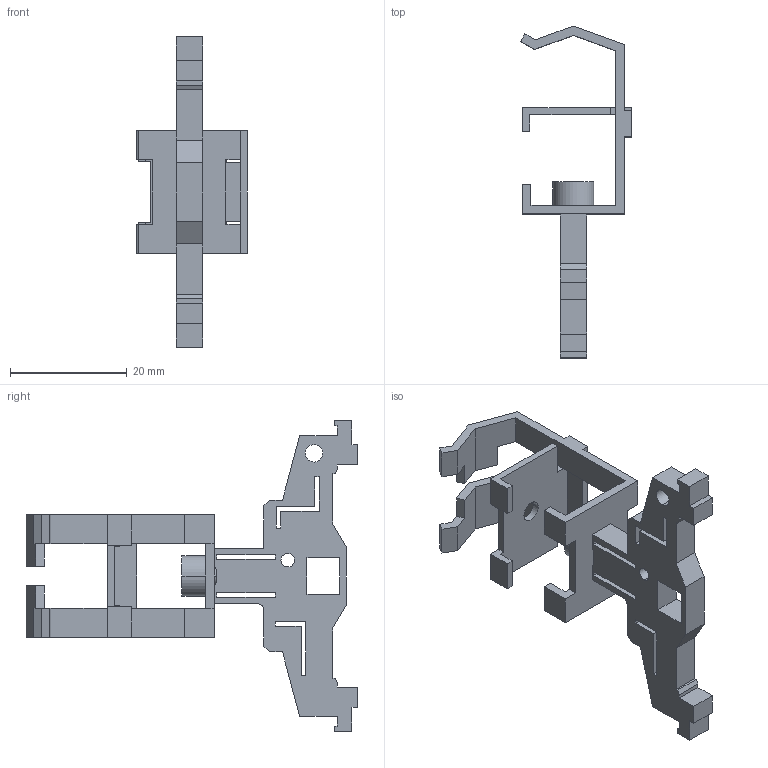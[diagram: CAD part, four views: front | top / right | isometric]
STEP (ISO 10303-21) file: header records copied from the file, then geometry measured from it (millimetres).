
FILE_DESCRIPTION(('SolidDesigner STEP Export'),'2;1');
FILE_NAME('1572_0_SAB_135_F_TS35_iso.stp','2011-03-10T12:45:31',(''),(''),'CoCreate Modeling STEP processor for AP214 (Solid Model)','CoCreate Modeling 16.00A 16-Aug-2008 (C) Parametric Technology GmbH','');
FILE_SCHEMA(('AUTOMOTIVE_DESIGN { 1 0 10303 214 1 1 1 1 }'));
Length unit declared in the file: millimetre
Products named in the file (2): 1572_0_SAB_135_F_TS35_iso
Assembly tree (1 placements, depth 2):
  1572_0_SAB_135_F_TS35_iso
    1572_0_SAB_135_F_TS35_iso
Bounding box: 19 x 56.76 x 53.17 mm (x, y, z)
Volume: 4405 mm3; surface area: 5682.1 mm2
Topology: 1 solids, 1 shells, 163 faces, 479 edges, 318 vertices
Faces by surface type: plane 150, cylinder 13
Entity records: 6391 total; most frequent: ORIENTED_EDGE 958, CARTESIAN_POINT 889, DIRECTION 725, EDGE_CURVE 479, VECTOR 417, LINE 417, VERTEX_POINT 318, EDGE_LOOP 185
